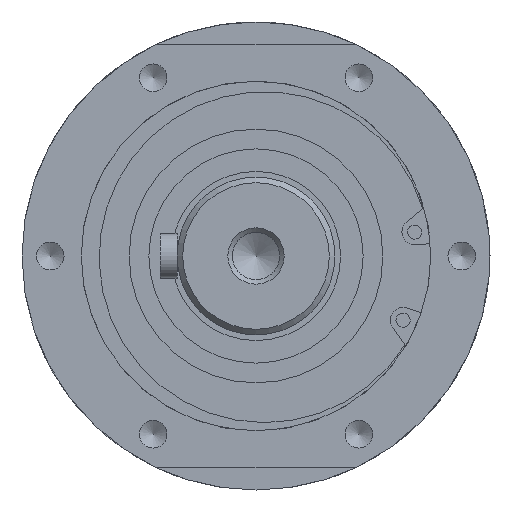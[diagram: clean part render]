
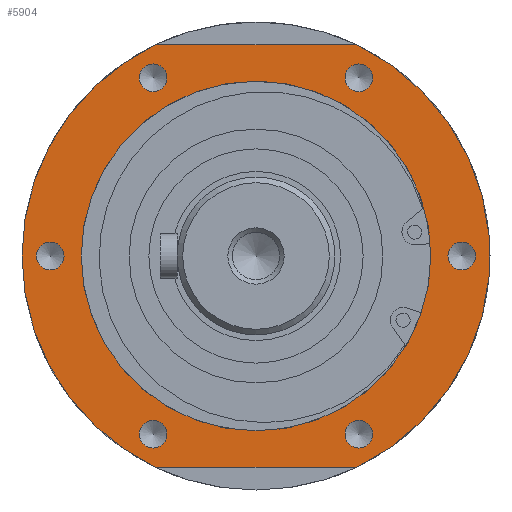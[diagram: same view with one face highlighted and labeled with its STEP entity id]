
A CAD part, left-side view. The second image highlights one B-rep face of the part: STEP entity #5904.
In plain terms, the highlighted planar face has unit normal (-1, 0, 0).
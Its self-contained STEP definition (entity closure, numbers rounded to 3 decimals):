
#3149=CARTESIAN_POINT('',(62.,17.776,37.5));
#3150=VERTEX_POINT('',#3149);
#3168=CARTESIAN_POINT('',(62.,-17.776,37.5));
#3169=VERTEX_POINT('',#3168);
#3176=CARTESIAN_POINT('',(62.,-17.776,-37.5));
#3177=VERTEX_POINT('',#3176);
#3178=CARTESIAN_POINT('',(62.,0.,0.0));
#3179=DIRECTION('',(1.0,0.0,0.0));
#3180=DIRECTION('',(0.0,1.0,0.0));
#3181=AXIS2_PLACEMENT_3D('',#3178,#3179,#3180);
#3182=CIRCLE('',#3181,41.5);
#3183=EDGE_CURVE('',#3169,#3177,#3182,.T.);
#3202=CARTESIAN_POINT('',(62.,17.776,-37.5));
#3203=VERTEX_POINT('',#3202);
#3210=CARTESIAN_POINT('',(62.,0.,0.0));
#3211=DIRECTION('',(1.0,0.0,0.0));
#3212=DIRECTION('',(0.0,1.0,0.0));
#3213=AXIS2_PLACEMENT_3D('',#3210,#3211,#3212);
#3214=CIRCLE('',#3213,41.5);
#3215=EDGE_CURVE('',#3203,#3150,#3214,.T.);
#3245=CARTESIAN_POINT('',(62.,20.379,-30.381));
#3246=VERTEX_POINT('',#3245);
#3247=CARTESIAN_POINT('',(62.,18.25,-31.61));
#3248=DIRECTION('',(1.0,0.,0.));
#3249=DIRECTION('',(0.,0.866,0.5));
#3250=AXIS2_PLACEMENT_3D('',#3247,#3248,#3249);
#3251=CIRCLE('',#3250,2.459);
#3252=EDGE_CURVE('',#3246,#3246,#3251,.T.);
#3282=CARTESIAN_POINT('',(62.,-16.121,-32.839));
#3283=VERTEX_POINT('',#3282);
#3284=CARTESIAN_POINT('',(62.,-18.25,-31.61));
#3285=DIRECTION('',(1.0,0.,0.));
#3286=DIRECTION('',(0.,0.866,-0.5));
#3287=AXIS2_PLACEMENT_3D('',#3284,#3285,#3286);
#3288=CIRCLE('',#3287,2.459);
#3289=EDGE_CURVE('',#3283,#3283,#3288,.T.);
#3319=CARTESIAN_POINT('',(62.,-36.5,-2.458));
#3320=VERTEX_POINT('',#3319);
#3321=CARTESIAN_POINT('',(62.,-36.5,0.));
#3322=DIRECTION('',(1.0,0.0,0.0));
#3323=DIRECTION('',(0.0,0.0,-1.0));
#3324=AXIS2_PLACEMENT_3D('',#3321,#3322,#3323);
#3325=CIRCLE('',#3324,2.459);
#3326=EDGE_CURVE('',#3320,#3320,#3325,.T.);
#3356=CARTESIAN_POINT('',(62.,-20.379,30.381));
#3357=VERTEX_POINT('',#3356);
#3358=CARTESIAN_POINT('',(62.,-18.25,31.61));
#3359=DIRECTION('',(1.0,0.,0.));
#3360=DIRECTION('',(0.,-0.866,-0.5));
#3361=AXIS2_PLACEMENT_3D('',#3358,#3359,#3360);
#3362=CIRCLE('',#3361,2.459);
#3363=EDGE_CURVE('',#3357,#3357,#3362,.T.);
#3393=CARTESIAN_POINT('',(62.,16.121,32.839));
#3394=VERTEX_POINT('',#3393);
#3395=CARTESIAN_POINT('',(62.,18.25,31.61));
#3396=DIRECTION('',(1.0,0.,0.));
#3397=DIRECTION('',(0.,-0.866,0.5));
#3398=AXIS2_PLACEMENT_3D('',#3395,#3396,#3397);
#3399=CIRCLE('',#3398,2.459);
#3400=EDGE_CURVE('',#3394,#3394,#3399,.T.);
#3430=CARTESIAN_POINT('',(62.,36.5,2.459));
#3431=VERTEX_POINT('',#3430);
#3432=CARTESIAN_POINT('',(62.,36.5,0.));
#3433=DIRECTION('',(1.0,0.0,0.0));
#3434=DIRECTION('',(0.0,0.0,1.0));
#3435=AXIS2_PLACEMENT_3D('',#3432,#3433,#3434);
#3436=CIRCLE('',#3435,2.459);
#3437=EDGE_CURVE('',#3431,#3431,#3436,.T.);
#3466=CARTESIAN_POINT('',(62.,-17.776,37.5));
#3467=DIRECTION('',(0.0,1.0,0.0));
#3468=VECTOR('',#3467,35.553);
#3469=LINE('',#3466,#3468);
#3470=EDGE_CURVE('',#3169,#3150,#3469,.T.);
#3498=CARTESIAN_POINT('',(62.,17.776,-37.5));
#3499=DIRECTION('',(0.0,-1.0,0.0));
#3500=VECTOR('',#3499,35.553);
#3501=LINE('',#3498,#3500);
#3502=EDGE_CURVE('',#3203,#3177,#3501,.T.);
#5856=CARTESIAN_POINT('',(62.,31.,0.0));
#5857=VERTEX_POINT('',#5856);
#5858=CARTESIAN_POINT('',(62.,0.,0.0));
#5859=DIRECTION('',(1.0,0.0,0.0));
#5860=DIRECTION('',(0.0,1.0,0.0));
#5861=AXIS2_PLACEMENT_3D('',#5858,#5859,#5860);
#5862=CIRCLE('',#5861,31.0);
#5863=EDGE_CURVE('',#5857,#5857,#5862,.T.);
#5872=CARTESIAN_POINT('',(62.,36.25,0.0));
#5873=DIRECTION('',(-1.0,0.0,0.0));
#5874=DIRECTION('',(0.0,0.0,1.0));
#5875=AXIS2_PLACEMENT_3D('',#5872,#5873,#5874);
#5876=PLANE('',#5875);
#5877=ORIENTED_EDGE('',*,*,#3470,.T.);
#5878=ORIENTED_EDGE('',*,*,#3215,.F.);
#5879=ORIENTED_EDGE('',*,*,#3502,.T.);
#5880=ORIENTED_EDGE('',*,*,#3183,.F.);
#5881=EDGE_LOOP('',(#5877,#5878,#5879,#5880));
#5882=FACE_OUTER_BOUND('',#5881,.T.);
#5883=ORIENTED_EDGE('',*,*,#3252,.T.);
#5884=EDGE_LOOP('',(#5883));
#5885=FACE_BOUND('',#5884,.T.);
#5886=ORIENTED_EDGE('',*,*,#3289,.T.);
#5887=EDGE_LOOP('',(#5886));
#5888=FACE_BOUND('',#5887,.T.);
#5889=ORIENTED_EDGE('',*,*,#3326,.T.);
#5890=EDGE_LOOP('',(#5889));
#5891=FACE_BOUND('',#5890,.T.);
#5892=ORIENTED_EDGE('',*,*,#3363,.T.);
#5893=EDGE_LOOP('',(#5892));
#5894=FACE_BOUND('',#5893,.T.);
#5895=ORIENTED_EDGE('',*,*,#3400,.T.);
#5896=EDGE_LOOP('',(#5895));
#5897=FACE_BOUND('',#5896,.T.);
#5898=ORIENTED_EDGE('',*,*,#3437,.T.);
#5899=EDGE_LOOP('',(#5898));
#5900=FACE_BOUND('',#5899,.T.);
#5901=ORIENTED_EDGE('',*,*,#5863,.T.);
#5902=EDGE_LOOP('',(#5901));
#5903=FACE_BOUND('',#5902,.T.);
#5904=ADVANCED_FACE('',(#5882,#5885,#5888,#5891,#5894,#5897,#5900,#5903),#5876,.T.);
